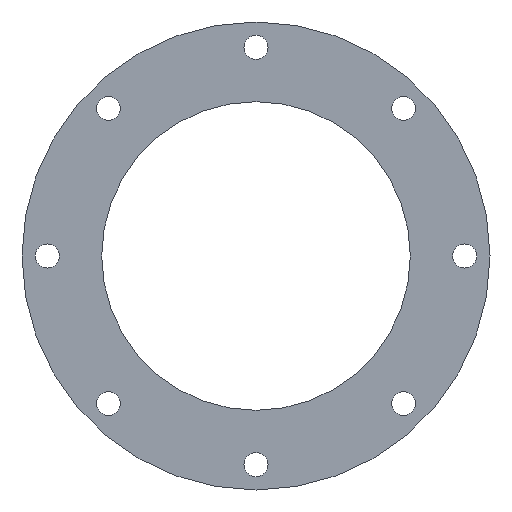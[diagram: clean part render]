
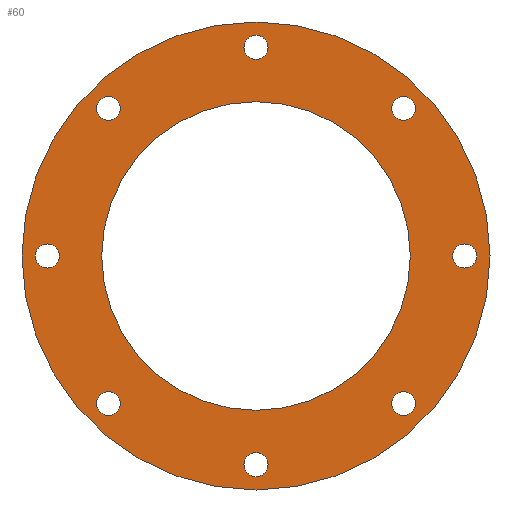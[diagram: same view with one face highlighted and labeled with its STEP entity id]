
A CAD part, left-side view. The second image highlights one B-rep face of the part: STEP entity #60.
In plain terms, the highlighted planar face has unit normal (-1, 0, 0).
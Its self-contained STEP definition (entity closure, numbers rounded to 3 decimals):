
#60 = ADVANCED_FACE( '', ( #137, #138, #139, #140, #141, #142, #143, #144, #145, #146 ), #147, .T. );
#137 = FACE_BOUND( '', #224, .T. );
#138 = FACE_BOUND( '', #225, .T. );
#139 = FACE_BOUND( '', #226, .T. );
#140 = FACE_BOUND( '', #227, .T. );
#141 = FACE_BOUND( '', #228, .T. );
#142 = FACE_BOUND( '', #229, .T. );
#143 = FACE_BOUND( '', #230, .T. );
#144 = FACE_BOUND( '', #231, .T. );
#145 = FACE_BOUND( '', #232, .T. );
#146 = FACE_OUTER_BOUND( '', #233, .T. );
#147 = PLANE( '', #234 );
#224 = EDGE_LOOP( '', ( #325 ) );
#225 = EDGE_LOOP( '', ( #326 ) );
#226 = EDGE_LOOP( '', ( #327 ) );
#227 = EDGE_LOOP( '', ( #328 ) );
#228 = EDGE_LOOP( '', ( #329 ) );
#229 = EDGE_LOOP( '', ( #330 ) );
#230 = EDGE_LOOP( '', ( #331 ) );
#231 = EDGE_LOOP( '', ( #332 ) );
#232 = EDGE_LOOP( '', ( #333 ) );
#233 = EDGE_LOOP( '', ( #334 ) );
#234 = AXIS2_PLACEMENT_3D( '', #335, #336, #337 );
#325 = ORIENTED_EDGE( '', *, *, #398, .T. );
#326 = ORIENTED_EDGE( '', *, *, #399, .T. );
#327 = ORIENTED_EDGE( '', *, *, #400, .T. );
#328 = ORIENTED_EDGE( '', *, *, #401, .T. );
#329 = ORIENTED_EDGE( '', *, *, #384, .T. );
#330 = ORIENTED_EDGE( '', *, *, #373, .T. );
#331 = ORIENTED_EDGE( '', *, *, #402, .T. );
#332 = ORIENTED_EDGE( '', *, *, #395, .T. );
#333 = ORIENTED_EDGE( '', *, *, #370, .T. );
#334 = ORIENTED_EDGE( '', *, *, #393, .F. );
#335 = CARTESIAN_POINT( '', ( 0., 92.5, 0. ) );
#336 = DIRECTION( '', ( -1., 0., 0. ) );
#337 = DIRECTION( '', ( 0., 0., 1. ) );
#370 = EDGE_CURVE( '', #411, #411, #412, .T. );
#373 = EDGE_CURVE( '', #416, #416, #417, .T. );
#384 = EDGE_CURVE( '', #434, #434, #435, .T. );
#393 = EDGE_CURVE( '', #450, #450, #451, .T. );
#395 = EDGE_CURVE( '', #453, #453, #454, .T. );
#398 = EDGE_CURVE( '', #457, #457, #458, .T. );
#399 = EDGE_CURVE( '', #459, #459, #460, .T. );
#400 = EDGE_CURVE( '', #461, #461, #462, .T. );
#401 = EDGE_CURVE( '', #463, #463, #464, .T. );
#402 = EDGE_CURVE( '', #465, #465, #466, .T. );
#411 = VERTEX_POINT( '', #475 );
#412 = CIRCLE( '', #476, 4.75 );
#416 = VERTEX_POINT( '', #480 );
#417 = CIRCLE( '', #481, 4.75 );
#434 = VERTEX_POINT( '', #498 );
#435 = CIRCLE( '', #499, 4.75 );
#450 = VERTEX_POINT( '', #514 );
#451 = CIRCLE( '', #515, 92.5 );
#453 = VERTEX_POINT( '', #517 );
#454 = CIRCLE( '', #518, 4.75 );
#457 = VERTEX_POINT( '', #521 );
#458 = CIRCLE( '', #522, 61. );
#459 = VERTEX_POINT( '', #523 );
#460 = CIRCLE( '', #524, 4.75 );
#461 = VERTEX_POINT( '', #525 );
#462 = CIRCLE( '', #526, 4.75 );
#463 = VERTEX_POINT( '', #527 );
#464 = CIRCLE( '', #528, 4.75 );
#465 = VERTEX_POINT( '', #529 );
#466 = CIRCLE( '', #530, 4.75 );
#475 = CARTESIAN_POINT( '', ( 0., 58.336, -63.086 ) );
#476 = AXIS2_PLACEMENT_3D( '', #539, #540, #541 );
#480 = CARTESIAN_POINT( '', ( 0., -58.336, 53.586 ) );
#481 = AXIS2_PLACEMENT_3D( '', #545, #546, #547 );
#498 = CARTESIAN_POINT( '', ( 0., -82.5, -4.75 ) );
#499 = AXIS2_PLACEMENT_3D( '', #566, #567, #568 );
#514 = CARTESIAN_POINT( '', ( 0., 0., -92.5 ) );
#515 = AXIS2_PLACEMENT_3D( '', #587, #588, #589 );
#517 = CARTESIAN_POINT( '', ( 0., 58.336, 53.586 ) );
#518 = AXIS2_PLACEMENT_3D( '', #590, #591, #592 );
#521 = CARTESIAN_POINT( '', ( 0., 0., -61. ) );
#522 = AXIS2_PLACEMENT_3D( '', #593, #594, #595 );
#523 = CARTESIAN_POINT( '', ( 0., 82.5, -4.75 ) );
#524 = AXIS2_PLACEMENT_3D( '', #596, #597, #598 );
#525 = CARTESIAN_POINT( '', ( 0., 0., -87.25 ) );
#526 = AXIS2_PLACEMENT_3D( '', #599, #600, #601 );
#527 = CARTESIAN_POINT( '', ( 0., -58.336, -63.086 ) );
#528 = AXIS2_PLACEMENT_3D( '', #602, #603, #604 );
#529 = CARTESIAN_POINT( '', ( 0., 0., 77.75 ) );
#530 = AXIS2_PLACEMENT_3D( '', #605, #606, #607 );
#539 = CARTESIAN_POINT( '', ( 0., 58.336, -58.336 ) );
#540 = DIRECTION( '', ( 1., 0., 0. ) );
#541 = DIRECTION( '', ( 0., 0., -1. ) );
#545 = CARTESIAN_POINT( '', ( 0., -58.336, 58.336 ) );
#546 = DIRECTION( '', ( 1., 0., 0. ) );
#547 = DIRECTION( '', ( 0., 0., -1. ) );
#566 = CARTESIAN_POINT( '', ( 0., -82.5, 0. ) );
#567 = DIRECTION( '', ( 1., 0., 0. ) );
#568 = DIRECTION( '', ( 0., 0., -1. ) );
#587 = CARTESIAN_POINT( '', ( 0., 0., 0. ) );
#588 = DIRECTION( '', ( 1., 0., 0. ) );
#589 = DIRECTION( '', ( 0., 0., -1. ) );
#590 = CARTESIAN_POINT( '', ( 0., 58.336, 58.336 ) );
#591 = DIRECTION( '', ( 1., 0., 0. ) );
#592 = DIRECTION( '', ( 0., 0., -1. ) );
#593 = CARTESIAN_POINT( '', ( 0., 0., 0. ) );
#594 = DIRECTION( '', ( 1., 0., 0. ) );
#595 = DIRECTION( '', ( 0., 0., -1. ) );
#596 = CARTESIAN_POINT( '', ( 0., 82.5, 0. ) );
#597 = DIRECTION( '', ( 1., 0., 0. ) );
#598 = DIRECTION( '', ( 0., 0., -1. ) );
#599 = CARTESIAN_POINT( '', ( 0., 0., -82.5 ) );
#600 = DIRECTION( '', ( 1., 0., 0. ) );
#601 = DIRECTION( '', ( 0., 0., -1. ) );
#602 = CARTESIAN_POINT( '', ( 0., -58.336, -58.336 ) );
#603 = DIRECTION( '', ( 1., 0., 0. ) );
#604 = DIRECTION( '', ( 0., 0., -1. ) );
#605 = CARTESIAN_POINT( '', ( 0., 0., 82.5 ) );
#606 = DIRECTION( '', ( 1., 0., 0. ) );
#607 = DIRECTION( '', ( 0., 0., -1. ) );
